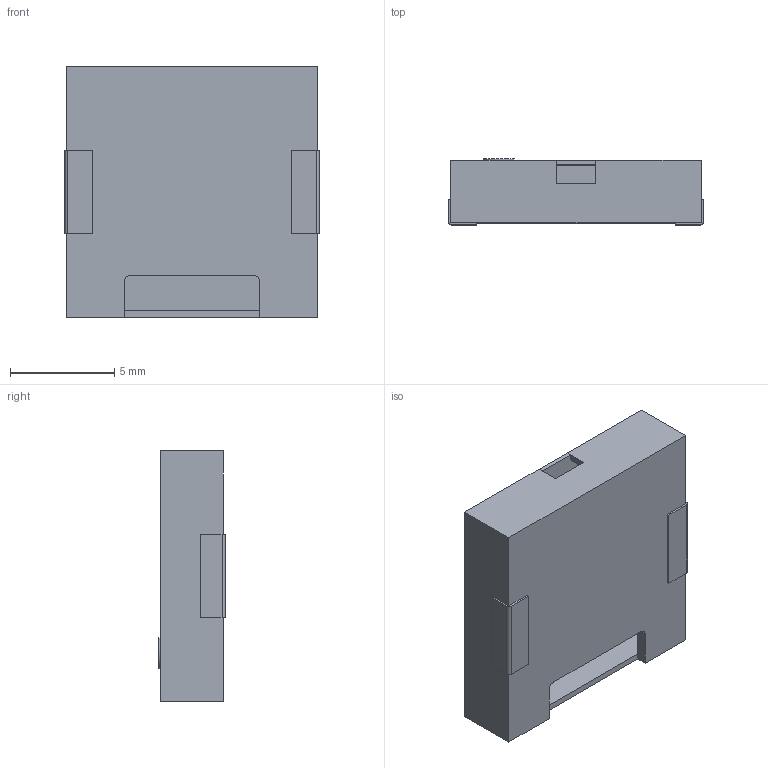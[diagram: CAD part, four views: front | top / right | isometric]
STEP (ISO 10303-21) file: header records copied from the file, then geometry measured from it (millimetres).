
FILE_DESCRIPTION (( 'STEP AP214' ), '1' );
FILE_NAME ('CUI_DEVICES_CPT-1203-78-SMT-TR.step', '2019-10-20T21:43:03', ( '' ), ( '' ), 'SwSTEP 2.0', 'SolidWorks 2019', '' );
FILE_SCHEMA (( 'AUTOMOTIVE_DESIGN' ));
Length unit declared in the file: inch
Products named in the file (1): CUI_DEVICES_CPT-1203-78-SMT-TR
Bounding box: 12.2 x 3.18 x 12 mm (x, y, z)
Volume: 130 mm3; surface area: 799.4 mm2
Topology: 2 solids, 2 shells, 63 faces, 178 edges, 118 vertices
Faces by surface type: plane 57, cylinder 6
Entity records: 2245 total; most frequent: CARTESIAN_POINT 360, ORIENTED_EDGE 356, DIRECTION 318, EDGE_CURVE 178, LINE 166, VECTOR 166, VERTEX_POINT 118, AXIS2_PLACEMENT_3D 76
